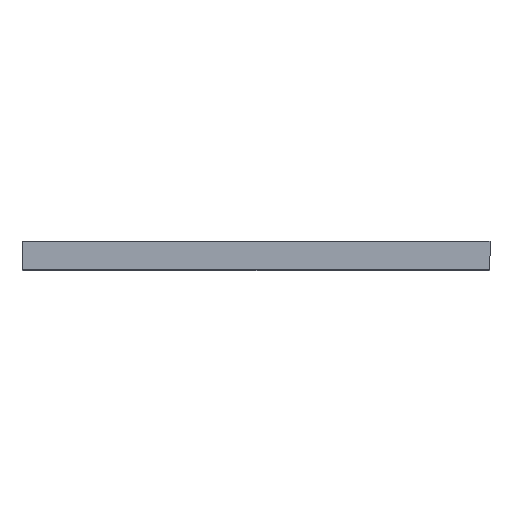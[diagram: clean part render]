
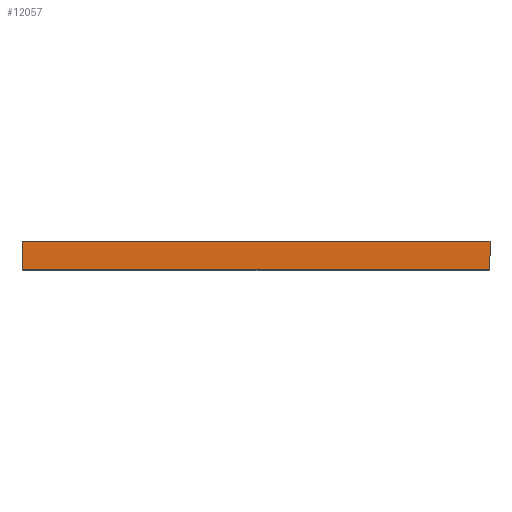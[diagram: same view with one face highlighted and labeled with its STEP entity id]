
A CAD part, top view. The second image highlights one B-rep face of the part: STEP entity #12057.
In plain terms, the highlighted planar face has unit normal (0, 0, 1).
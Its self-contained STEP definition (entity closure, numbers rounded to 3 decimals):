
#55 = DIRECTION ( 'NONE',  ( 0., -1., 0. ) ) ;
#1030 = EDGE_LOOP ( 'NONE', ( #32050, #22632, #22607, #26892 ) ) ;
#1292 = CARTESIAN_POINT ( 'NONE',  ( 490., -15., 0. ) ) ;
#2025 = VERTEX_POINT ( 'NONE', #4811 ) ;
#2677 = CARTESIAN_POINT ( 'NONE',  ( 490., 15., 0. ) ) ;
#3683 = CARTESIAN_POINT ( 'NONE',  ( 490., 15., 0. ) ) ;
#4811 = CARTESIAN_POINT ( 'NONE',  ( 0., 15., 0. ) ) ;
#6025 = CARTESIAN_POINT ( 'NONE',  ( 0., 15., 0. ) ) ;
#6276 = CARTESIAN_POINT ( 'NONE',  ( 0., -15., 0. ) ) ;
#6319 = DIRECTION ( 'NONE',  ( -1., 0., 0. ) ) ;
#9207 = LINE ( 'NONE', #25907, #12729 ) ;
#10423 = EDGE_CURVE ( 'NONE', #28968, #33912, #33726, .T. ) ;
#11068 = EDGE_CURVE ( 'NONE', #33912, #2025, #21583, .T. ) ;
#12057 = ADVANCED_FACE ( 'NONE', ( #34467 ), #15840, .F. ) ;
#12729 = VECTOR ( 'NONE', #6319, 1000. ) ;
#15044 = DIRECTION ( 'NONE',  ( -1., 0., 0. ) ) ;
#15840 = PLANE ( 'NONE',  #31358 ) ;
#15934 = VECTOR ( 'NONE', #15044, 1000. ) ;
#17163 = CARTESIAN_POINT ( 'NONE',  ( 0., -5., 0. ) ) ;
#21446 = CARTESIAN_POINT ( 'NONE',  ( 0., -15., 0. ) ) ;
#21583 = B_SPLINE_CURVE_WITH_KNOTS ( 'NONE', 3,
 ( #6276, #17163, #26106, #6025 ),
 .UNSPECIFIED., .F., .F.,
 ( 4, 4 ),
 ( 0., 1. ),
 .UNSPECIFIED. ) ;
#22306 = LINE ( 'NONE', #2677, #35192 ) ;
#22607 = ORIENTED_EDGE ( 'NONE', *, *, #10423, .F. ) ;
#22632 = ORIENTED_EDGE ( 'NONE', *, *, #11068, .F. ) ;
#25146 = EDGE_CURVE ( 'NONE', #27821, #2025, #9207, .T. ) ;
#25907 = CARTESIAN_POINT ( 'NONE',  ( 490., 15., 0. ) ) ;
#26106 = CARTESIAN_POINT ( 'NONE',  ( 0., 5., 0. ) ) ;
#26892 = ORIENTED_EDGE ( 'NONE', *, *, #34834, .F. ) ;
#27821 = VERTEX_POINT ( 'NONE', #3683 ) ;
#28968 = VERTEX_POINT ( 'NONE', #30920 ) ;
#30920 = CARTESIAN_POINT ( 'NONE',  ( 490., -15., 0. ) ) ;
#31358 = AXIS2_PLACEMENT_3D ( 'NONE', #33118, #33237, #32875 ) ;
#32050 = ORIENTED_EDGE ( 'NONE', *, *, #25146, .T. ) ;
#32875 = DIRECTION ( 'NONE',  ( 0., 1., 0. ) ) ;
#33118 = CARTESIAN_POINT ( 'NONE',  ( 490., 15., 0. ) ) ;
#33237 = DIRECTION ( 'NONE',  ( 0., 0., -1. ) ) ;
#33726 = LINE ( 'NONE', #1292, #15934 ) ;
#33912 = VERTEX_POINT ( 'NONE', #21446 ) ;
#34467 = FACE_OUTER_BOUND ( 'NONE', #1030, .T. ) ;
#34834 = EDGE_CURVE ( 'NONE', #27821, #28968, #22306, .T. ) ;
#35192 = VECTOR ( 'NONE', #55, 1000. ) ;
